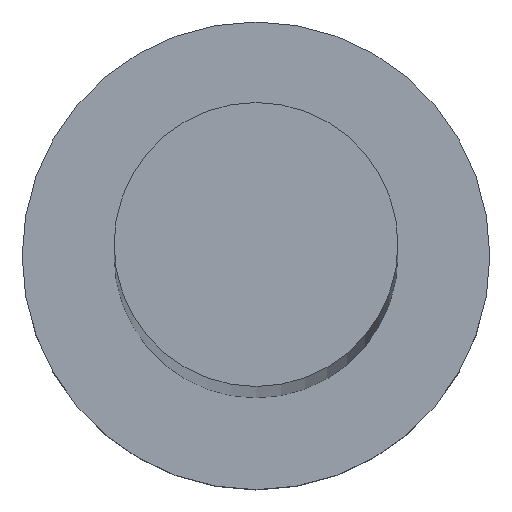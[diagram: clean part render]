
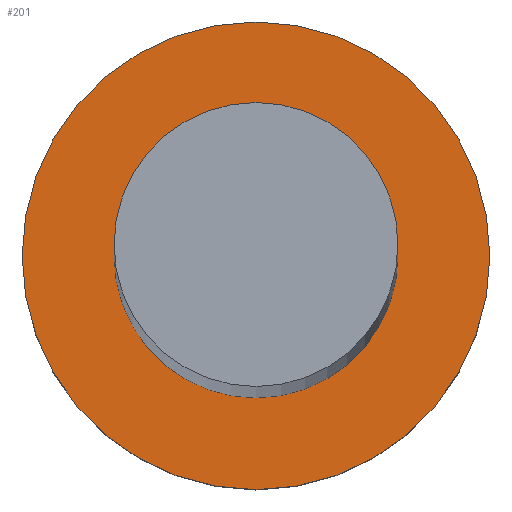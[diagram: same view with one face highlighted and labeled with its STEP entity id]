
A CAD part, top view. The second image highlights one B-rep face of the part: STEP entity #201.
In plain terms, the highlighted planar face has unit normal (0, 0, 1).
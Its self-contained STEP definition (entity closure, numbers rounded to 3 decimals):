
#1 = ORIENTED_EDGE ( 'NONE', *, *, #175, .F. ) ;
#11 = DIRECTION ( 'NONE',  ( 1., 0., 0. ) ) ;
#16 = DIRECTION ( 'NONE',  ( 0., 0., 1. ) ) ;
#24 = AXIS2_PLACEMENT_3D ( 'NONE', #186, #144, #11 ) ;
#32 = AXIS2_PLACEMENT_3D ( 'NONE', #87, #79, #252 ) ;
#41 = DIRECTION ( 'NONE',  ( 1., 0., 0. ) ) ;
#42 = ORIENTED_EDGE ( 'NONE', *, *, #118, .T. ) ;
#49 = AXIS2_PLACEMENT_3D ( 'NONE', #158, #60, #172 ) ;
#50 = EDGE_CURVE ( 'NONE', #120, #106, #244, .T. ) ;
#59 = ORIENTED_EDGE ( 'NONE', *, *, #192, .T. ) ;
#60 = DIRECTION ( 'NONE',  ( 0., 0., 1. ) ) ;
#61 = CARTESIAN_POINT ( 'NONE',  ( 4.25, 0., 5. ) ) ;
#76 = CARTESIAN_POINT ( 'NONE',  ( -7., 0., 5. ) ) ;
#79 = DIRECTION ( 'NONE',  ( 0., 0., 1. ) ) ;
#83 = CIRCLE ( 'NONE', #230, 4.25 ) ;
#87 = CARTESIAN_POINT ( 'NONE',  ( 0., 0., 5. ) ) ;
#98 = ORIENTED_EDGE ( 'NONE', *, *, #50, .F. ) ;
#106 = VERTEX_POINT ( 'NONE', #203 ) ;
#117 = CIRCLE ( 'NONE', #154, 7. ) ;
#118 = EDGE_CURVE ( 'NONE', #163, #241, #219, .T. ) ;
#119 = CARTESIAN_POINT ( 'NONE',  ( 7., 0., 5. ) ) ;
#120 = VERTEX_POINT ( 'NONE', #61 ) ;
#125 = EDGE_LOOP ( 'NONE', ( #42, #59 ) ) ;
#144 = DIRECTION ( 'NONE',  ( 0., 0., 1. ) ) ;
#154 = AXIS2_PLACEMENT_3D ( 'NONE', #253, #16, #238 ) ;
#156 = DIRECTION ( 'NONE',  ( 0., 0., 1. ) ) ;
#158 = CARTESIAN_POINT ( 'NONE',  ( 0., 0., 5. ) ) ;
#163 = VERTEX_POINT ( 'NONE', #76 ) ;
#172 = DIRECTION ( 'NONE',  ( 1., 0., 0. ) ) ;
#175 = EDGE_CURVE ( 'NONE', #106, #120, #83, .T. ) ;
#186 = CARTESIAN_POINT ( 'NONE',  ( 0., 0., 5. ) ) ;
#192 = EDGE_CURVE ( 'NONE', #241, #163, #117, .T. ) ;
#195 = CARTESIAN_POINT ( 'NONE',  ( 0., 0., 5. ) ) ;
#201 = ADVANCED_FACE ( 'NONE', ( #233, #249 ), #212, .T. ) ;
#203 = CARTESIAN_POINT ( 'NONE',  ( -4.25, 0., 5. ) ) ;
#212 = PLANE ( 'NONE',  #49 ) ;
#216 = EDGE_LOOP ( 'NONE', ( #1, #98 ) ) ;
#219 = CIRCLE ( 'NONE', #32, 7. ) ;
#230 = AXIS2_PLACEMENT_3D ( 'NONE', #195, #156, #41 ) ;
#233 = FACE_BOUND ( 'NONE', #216, .T. ) ;
#238 = DIRECTION ( 'NONE',  ( 1., 0., 0. ) ) ;
#241 = VERTEX_POINT ( 'NONE', #119 ) ;
#244 = CIRCLE ( 'NONE', #24, 4.25 ) ;
#249 = FACE_OUTER_BOUND ( 'NONE', #125, .T. ) ;
#252 = DIRECTION ( 'NONE',  ( 1., 0., 0. ) ) ;
#253 = CARTESIAN_POINT ( 'NONE',  ( 0., 0., 5. ) ) ;
